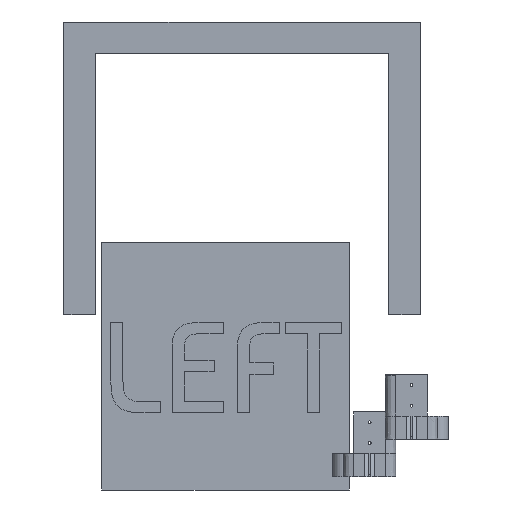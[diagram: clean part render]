
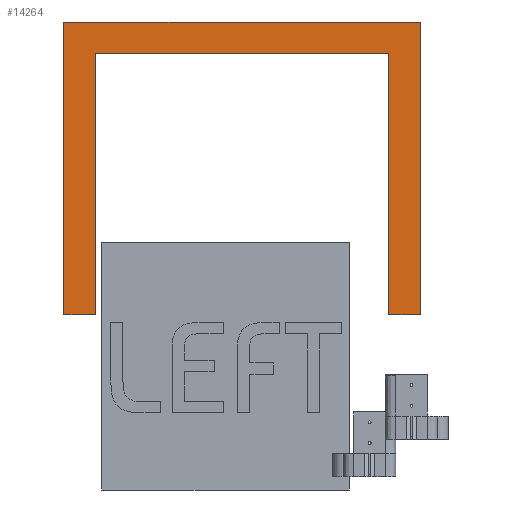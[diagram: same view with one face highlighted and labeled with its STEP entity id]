
A CAD part, left-side view. The second image highlights one B-rep face of the part: STEP entity #14264.
In plain terms, the highlighted planar face has unit normal (-1, 0, 0).
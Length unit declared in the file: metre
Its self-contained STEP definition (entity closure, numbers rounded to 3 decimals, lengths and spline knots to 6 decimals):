
#1507=ORIENTED_EDGE('',*,*,#5620,.T.);
#1508=ORIENTED_EDGE('',*,*,#5800,.T.);
#1509=ORIENTED_EDGE('',*,*,#5801,.F.);
#1510=ORIENTED_EDGE('',*,*,#5802,.T.);
#1511=ORIENTED_EDGE('',*,*,#5778,.F.);
#1512=ORIENTED_EDGE('',*,*,#5803,.F.);
#1513=ORIENTED_EDGE('',*,*,#5804,.F.);
#1514=ORIENTED_EDGE('',*,*,#5785,.F.);
#5620=EDGE_CURVE('',#7787,#7786,#9244,.T.);
#5778=EDGE_CURVE('',#7944,#7945,#9352,.T.);
#5785=EDGE_CURVE('',#7787,#7951,#9359,.T.);
#5800=EDGE_CURVE('',#7786,#7960,#9374,.T.);
#5801=EDGE_CURVE('',#7961,#7960,#9375,.T.);
#5802=EDGE_CURVE('',#7961,#7945,#9376,.T.);
#5803=EDGE_CURVE('',#7962,#7944,#9377,.T.);
#5804=EDGE_CURVE('',#7951,#7962,#9378,.T.);
#7786=VERTEX_POINT('',#18213);
#7787=VERTEX_POINT('',#18215);
#7944=VERTEX_POINT('',#18630);
#7945=VERTEX_POINT('',#18632);
#7951=VERTEX_POINT('',#18646);
#7960=VERTEX_POINT('',#18671);
#7961=VERTEX_POINT('',#18675);
#7962=VERTEX_POINT('',#18678);
#9244=LINE('',#18214,#10688);
#9352=LINE('',#18631,#10796);
#9359=LINE('',#18645,#10803);
#9374=LINE('',#18672,#10818);
#9375=LINE('',#18674,#10819);
#9376=LINE('',#18676,#10820);
#9377=LINE('',#18677,#10821);
#9378=LINE('',#18679,#10822);
#10688=VECTOR('',#15668,1.);
#10796=VECTOR('',#15778,1.);
#10803=VECTOR('',#15787,1.);
#10818=VECTOR('',#15806,1.);
#10819=VECTOR('',#15809,1.);
#10820=VECTOR('',#15810,1.);
#10821=VECTOR('',#15811,1.);
#10822=VECTOR('',#15812,1.);
#12144=EDGE_LOOP('',(#1507,#1508,#1509,#1510,#1511,#1512,#1513,#1514));
#13005=FACE_BOUND('',#12144,.T.);
#13829=PLANE('',#15110);
#14264=ADVANCED_FACE('',(#13005),#13829,.T.);
#15110=AXIS2_PLACEMENT_3D('',#18673,#15807,#15808);
#15668=DIRECTION('',(0.,1.,0.));
#15778=DIRECTION('',(0.,1.,0.));
#15787=DIRECTION('',(0.,0.,-1.));
#15806=DIRECTION('',(0.,0.,-1.));
#15807=DIRECTION('',(-1.,0.,0.));
#15808=DIRECTION('',(0.,-1.,0.));
#15809=DIRECTION('',(0.,1.,0.));
#15810=DIRECTION('',(0.,0.,1.));
#15811=DIRECTION('',(0.,0.,1.));
#15812=DIRECTION('',(0.,1.,0.));
#18213=CARTESIAN_POINT('',(-0.274638,0.274638,0.0485));
#18214=CARTESIAN_POINT('',(-0.274638,0.,0.0485));
#18215=CARTESIAN_POINT('',(-0.274638,-0.274638,0.0485));
#18630=CARTESIAN_POINT('',(-0.274638,-0.225638,0.));
#18631=CARTESIAN_POINT('',(-0.274638,0.,0.));
#18632=CARTESIAN_POINT('',(-0.274638,0.225638,0.));
#18645=CARTESIAN_POINT('',(-0.274638,-0.274638,0.0485));
#18646=CARTESIAN_POINT('',(-0.274638,-0.274638,-0.40235));
#18671=CARTESIAN_POINT('',(-0.274638,0.274638,-0.40235));
#18672=CARTESIAN_POINT('',(-0.274638,0.274638,0.0485));
#18673=CARTESIAN_POINT('',(-0.274638,0.,0.0485));
#18674=CARTESIAN_POINT('',(-0.274638,0.,-0.40235));
#18675=CARTESIAN_POINT('',(-0.274638,0.225638,-0.40235));
#18676=CARTESIAN_POINT('',(-0.274638,0.225638,-0.40235));
#18677=CARTESIAN_POINT('',(-0.274638,-0.225638,-0.40235));
#18678=CARTESIAN_POINT('',(-0.274638,-0.225638,-0.40235));
#18679=CARTESIAN_POINT('',(-0.274638,0.,-0.40235));
